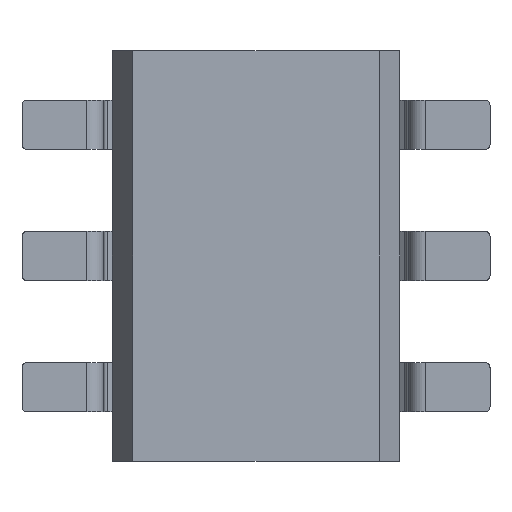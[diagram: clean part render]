
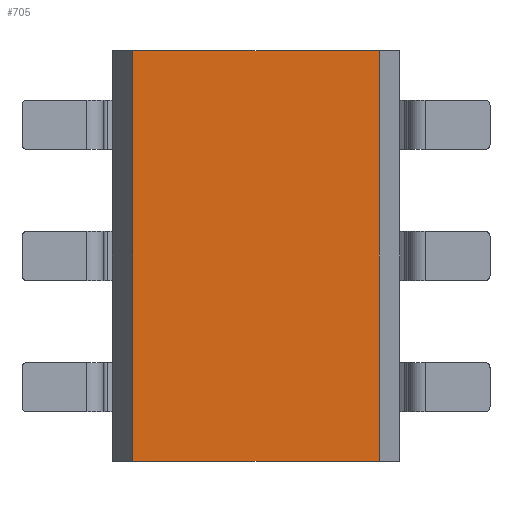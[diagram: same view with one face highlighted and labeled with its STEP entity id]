
A CAD part, front view. The second image highlights one B-rep face of the part: STEP entity #705.
In plain terms, the highlighted planar face has unit normal (0, -1, 0).
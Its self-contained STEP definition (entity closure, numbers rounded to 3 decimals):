
#166 = VERTEX_POINT ( 'NONE', #1066 ) ;
#250 = DIRECTION ( 'NONE',  ( 0., 1., 0. ) ) ;
#338 = LINE ( 'NONE', #3296, #3456 ) ;
#402 = LINE ( 'NONE', #2126, #600 ) ;
#437 = DIRECTION ( 'NONE',  ( 0., 0., -1. ) ) ;
#600 = VECTOR ( 'NONE', #2455, 1000. ) ;
#705 = ADVANCED_FACE ( 'NONE', ( #3375 ), #3803, .F. ) ;
#727 = VERTEX_POINT ( 'NONE', #1042 ) ;
#795 = DIRECTION ( 'NONE',  ( 1., 0., 0. ) ) ;
#1042 = CARTESIAN_POINT ( 'NONE',  ( -0.75, -0.45, 0. ) ) ;
#1066 = CARTESIAN_POINT ( 'NONE',  ( -0.75, -0.45, 2.5 ) ) ;
#1700 = CARTESIAN_POINT ( 'NONE',  ( -0.75, -0.45, 2.5 ) ) ;
#1748 = LINE ( 'NONE', #2579, #2182 ) ;
#2115 = DIRECTION ( 'NONE',  ( 1., 0., 0. ) ) ;
#2126 = CARTESIAN_POINT ( 'NONE',  ( 0.75, -0.45, 2.5 ) ) ;
#2157 = EDGE_CURVE ( 'NONE', #166, #727, #4211, .T. ) ;
#2182 = VECTOR ( 'NONE', #2115, 1000. ) ;
#2203 = VECTOR ( 'NONE', #437, 1000. ) ;
#2455 = DIRECTION ( 'NONE',  ( 0., 0., -1. ) ) ;
#2579 = CARTESIAN_POINT ( 'NONE',  ( -0.75, -0.45, 0. ) ) ;
#2881 = ORIENTED_EDGE ( 'NONE', *, *, #3708, .T. ) ;
#3130 = EDGE_CURVE ( 'NONE', #166, #3523, #338, .T. ) ;
#3260 = EDGE_LOOP ( 'NONE', ( #2881, #4885, #3516, #3637 ) ) ;
#3296 = CARTESIAN_POINT ( 'NONE',  ( -0.75, -0.45, 2.5 ) ) ;
#3375 = FACE_OUTER_BOUND ( 'NONE', #3260, .T. ) ;
#3416 = AXIS2_PLACEMENT_3D ( 'NONE', #5056, #250, #3532 ) ;
#3456 = VECTOR ( 'NONE', #795, 1000. ) ;
#3516 = ORIENTED_EDGE ( 'NONE', *, *, #3130, .F. ) ;
#3523 = VERTEX_POINT ( 'NONE', #4518 ) ;
#3532 = DIRECTION ( 'NONE',  ( 0., 0., 1. ) ) ;
#3637 = ORIENTED_EDGE ( 'NONE', *, *, #2157, .T. ) ;
#3708 = EDGE_CURVE ( 'NONE', #727, #4902, #1748, .T. ) ;
#3803 = PLANE ( 'NONE',  #3416 ) ;
#4211 = LINE ( 'NONE', #1700, #2203 ) ;
#4518 = CARTESIAN_POINT ( 'NONE',  ( 0.75, -0.45, 2.5 ) ) ;
#4885 = ORIENTED_EDGE ( 'NONE', *, *, #4967, .F. ) ;
#4902 = VERTEX_POINT ( 'NONE', #5032 ) ;
#4967 = EDGE_CURVE ( 'NONE', #3523, #4902, #402, .T. ) ;
#5032 = CARTESIAN_POINT ( 'NONE',  ( 0.75, -0.45, 0. ) ) ;
#5056 = CARTESIAN_POINT ( 'NONE',  ( -0.75, -0.45, 2.5 ) ) ;
